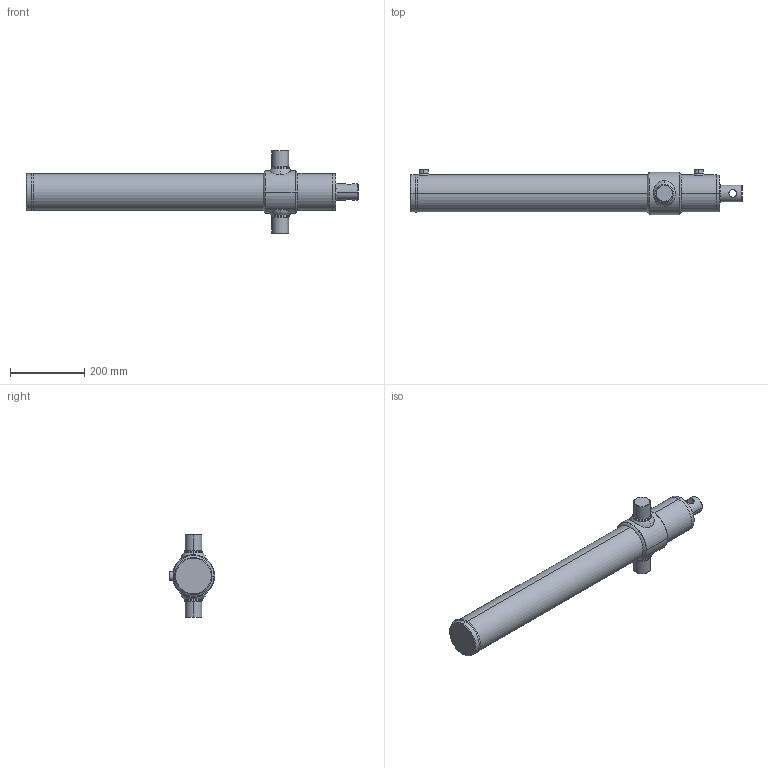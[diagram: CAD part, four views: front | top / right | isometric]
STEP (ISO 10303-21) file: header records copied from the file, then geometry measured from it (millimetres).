
FILE_DESCRIPTION (( 'STEP AP203' ), '1' );
FILE_NAME ('74590.700T.STEP', '2014-09-02T06:11:43', ( '' ), ( '' ), 'SwSTEP 2.0', 'SolidWorks 2013', '' );
FILE_SCHEMA (( 'CONFIG_CONTROL_DESIGN' ));
Length unit declared in the file: millimetre
Products named in the file (1): 74590.700T
Bounding box: 897 x 122.99 x 224 mm (x, y, z)
Surface area: 474006.5 mm2 (no closed solid volume)
Topology: 0 solids, 17 shells, 100 faces, 247 edges, 160 vertices
Faces by surface type: cylinder 35, cone 27, torus 22, plane 16
Entity records: 3811 total; most frequent: CARTESIAN_POINT 1324, DIRECTION 574, ORIENTED_EDGE 422, AXIS2_PLACEMENT_3D 252, EDGE_CURVE 247, VERTEX_POINT 160, CIRCLE 151, EDGE_LOOP 113
